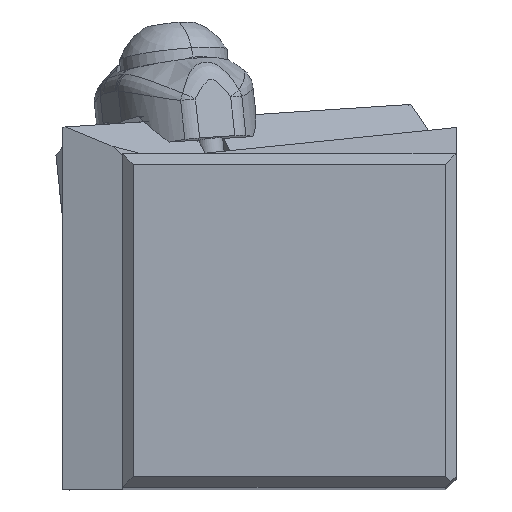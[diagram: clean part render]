
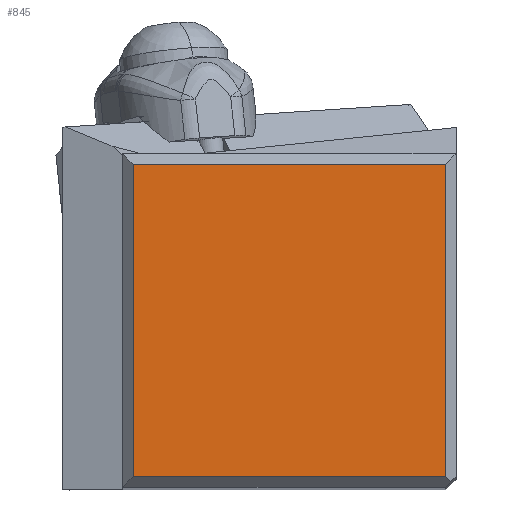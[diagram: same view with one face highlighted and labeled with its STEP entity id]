
A CAD part, top view. The second image highlights one B-rep face of the part: STEP entity #845.
In plain terms, the highlighted planar face has unit normal (0, 0, 1).
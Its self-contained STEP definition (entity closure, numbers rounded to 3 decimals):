
#562=FACE_OUTER_BOUND('',#1260,.T.);
#845=ADVANCED_FACE('',(#562),#1091,.T.);
#1091=PLANE('',#5668);
#1260=EDGE_LOOP('',(#2065,#2066,#2067,#2068));
#2065=ORIENTED_EDGE('',*,*,#3658,.F.);
#2066=ORIENTED_EDGE('',*,*,#3665,.F.);
#2067=ORIENTED_EDGE('',*,*,#3909,.T.);
#2068=ORIENTED_EDGE('',*,*,#3910,.F.);
#3116=VERTEX_POINT('',#7587);
#3117=VERTEX_POINT('',#7589);
#3121=VERTEX_POINT('',#7601);
#3278=VERTEX_POINT('',#8128);
#3658=EDGE_CURVE('',#3116,#3117,#4810,.T.);
#3665=EDGE_CURVE('',#3121,#3116,#4817,.T.);
#3909=EDGE_CURVE('',#3121,#3278,#4954,.T.);
#3910=EDGE_CURVE('',#3117,#3278,#4955,.T.);
#4810=LINE('',#7588,#5109);
#4817=LINE('',#7602,#5116);
#4954=LINE('',#8129,#5253);
#4955=LINE('',#8131,#5254);
#5109=VECTOR('',#6156,1.);
#5116=VECTOR('',#6167,1.);
#5253=VECTOR('',#6666,1.);
#5254=VECTOR('',#6669,1.);
#5668=AXIS2_PLACEMENT_3D('',#8132,#6670,#6671);
#6156=DIRECTION('',(-1.,0.,0.));
#6167=DIRECTION('',(0.,-1.,0.));
#6666=DIRECTION('',(-1.,0.,0.));
#6669=DIRECTION('',(0.,1.,0.));
#6670=DIRECTION('',(0.,0.,1.));
#6671=DIRECTION('',(-1.,0.,0.));
#7587=CARTESIAN_POINT('',(-1.,1.,0.));
#7588=CARTESIAN_POINT('',(-1.,1.,0.));
#7589=CARTESIAN_POINT('',(-30.75,1.,0.));
#7601=CARTESIAN_POINT('',(-1.,30.75,0.));
#7602=CARTESIAN_POINT('',(-1.,30.75,0.));
#8128=CARTESIAN_POINT('',(-30.75,30.75,0.));
#8129=CARTESIAN_POINT('',(-1.,30.75,0.));
#8131=CARTESIAN_POINT('',(-30.75,1.,0.));
#8132=CARTESIAN_POINT('',(-15.875,15.875,0.));
